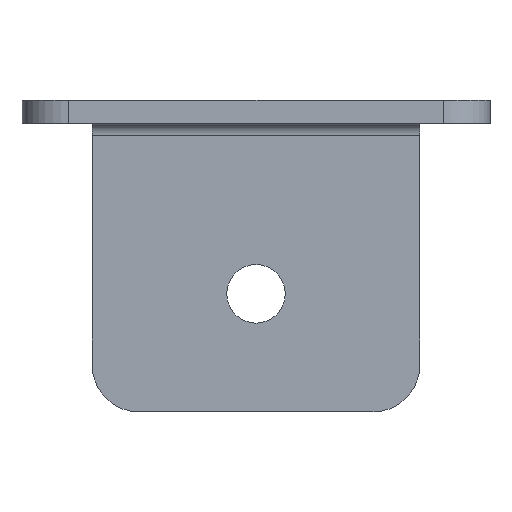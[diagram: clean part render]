
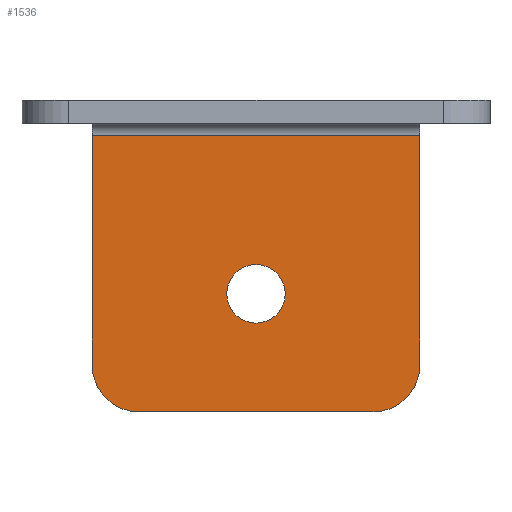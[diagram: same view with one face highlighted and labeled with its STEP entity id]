
A CAD part, left-side view. The second image highlights one B-rep face of the part: STEP entity #1536.
In plain terms, the highlighted planar face has unit normal (-1, 0, 0).
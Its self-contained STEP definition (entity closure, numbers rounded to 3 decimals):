
#227=CARTESIAN_POINT('',(363.025,239.602,-14.56));
#228=DIRECTION('',(-1.,0.,0.));
#229=DIRECTION('',(0.,-1.,0.));
#230=AXIS2_PLACEMENT_3D('',#227,#228,#229);
#235=CARTESIAN_POINT('',(363.025,239.602,-14.56));
#236=DIRECTION('',(-1.,0.,0.));
#237=DIRECTION('',(0.,1.,0.));
#238=AXIS2_PLACEMENT_3D('',#235,#236,#237);
#243=DIRECTION('',(0.,1.,0.));
#244=VECTOR('',#243,28.);
#245=CARTESIAN_POINT('',(363.025,225.602,-1.));
#246=LINE('',#245,#244);
#250=DIRECTION('',(0.,0.,1.));
#251=VECTOR('',#250,19.65);
#252=CARTESIAN_POINT('',(363.025,225.602,-20.65));
#253=LINE('',#252,#251);
#257=CARTESIAN_POINT('',(363.025,229.602,-20.65));
#258=DIRECTION('',(-1.,0.,0.));
#259=DIRECTION('',(0.,0.,-1.));
#260=AXIS2_PLACEMENT_3D('',#257,#258,#259);
#265=CARTESIAN_POINT('',(363.025,249.602,-20.65));
#266=DIRECTION('',(-1.,0.,0.));
#267=DIRECTION('',(0.,1.,0.));
#268=AXIS2_PLACEMENT_3D('',#265,#266,#267);
#273=DIRECTION('',(0.,0.,-1.));
#274=VECTOR('',#273,19.65);
#275=CARTESIAN_POINT('',(363.025,253.602,-1.));
#276=LINE('',#275,#274);
#1273=DIRECTION('',(0.,-1.,0.));
#1274=VECTOR('',#1273,20.);
#1275=CARTESIAN_POINT('',(363.025,249.602,-24.65));
#1276=LINE('',#1275,#1274);
#1435=CARTESIAN_POINT('',(363.025,242.102,-14.56));
#1436=VERTEX_POINT('',#1435);
#1437=CARTESIAN_POINT('',(363.025,237.102,-14.56));
#1438=VERTEX_POINT('',#1437);
#1451=CARTESIAN_POINT('',(363.025,253.602,-20.65));
#1452=VERTEX_POINT('',#1451);
#1453=CARTESIAN_POINT('',(363.025,249.602,-24.65));
#1454=VERTEX_POINT('',#1453);
#1459=CARTESIAN_POINT('',(363.025,229.602,-24.65));
#1460=VERTEX_POINT('',#1459);
#1461=CARTESIAN_POINT('',(363.025,225.602,-20.65));
#1462=VERTEX_POINT('',#1461);
#1475=CARTESIAN_POINT('',(363.025,225.602,-1.));
#1476=CARTESIAN_POINT('',(363.025,253.602,-1.));
#1477=VERTEX_POINT('',#1475);
#1478=VERTEX_POINT('',#1476);
#1512=CARTESIAN_POINT('',(363.025,16.821,-24.65));
#1513=DIRECTION('',(-1.,0.,0.));
#1514=DIRECTION('',(0.,-1.,0.));
#1515=AXIS2_PLACEMENT_3D('',#1512,#1513,#1514);
#1516=PLANE('',#1515);
#1518=ORIENTED_EDGE('',*,*,#1517,.F.);
#1519=ORIENTED_EDGE('',*,*,#1484,.F.);
#1521=ORIENTED_EDGE('',*,*,#1520,.F.);
#1523=ORIENTED_EDGE('',*,*,#1522,.F.);
#1525=ORIENTED_EDGE('',*,*,#1524,.F.);
#1527=ORIENTED_EDGE('',*,*,#1526,.F.);
#1528=EDGE_LOOP('',(#1518,#1519,#1521,#1523,#1525,#1527));
#1529=FACE_OUTER_BOUND('',#1528,.F.);
#1531=ORIENTED_EDGE('',*,*,#1530,.T.);
#1533=ORIENTED_EDGE('',*,*,#1532,.T.);
#1534=EDGE_LOOP('',(#1531,#1533));
#1535=FACE_BOUND('',#1534,.F.);
#231=CIRCLE('',#230,2.5);
#239=CIRCLE('',#238,2.5);
#261=CIRCLE('',#260,4.);
#269=CIRCLE('',#268,4.);
#1484=EDGE_CURVE('',#1462,#1477,#253,.T.);
#1517=EDGE_CURVE('',#1477,#1478,#246,.T.);
#1520=EDGE_CURVE('',#1460,#1462,#261,.T.);
#1522=EDGE_CURVE('',#1454,#1460,#1276,.T.);
#1524=EDGE_CURVE('',#1452,#1454,#269,.T.);
#1526=EDGE_CURVE('',#1478,#1452,#276,.T.);
#1530=EDGE_CURVE('',#1438,#1436,#231,.T.);
#1532=EDGE_CURVE('',#1436,#1438,#239,.T.);
#1536=ADVANCED_FACE('',(#1529,#1535),#1516,.T.);
